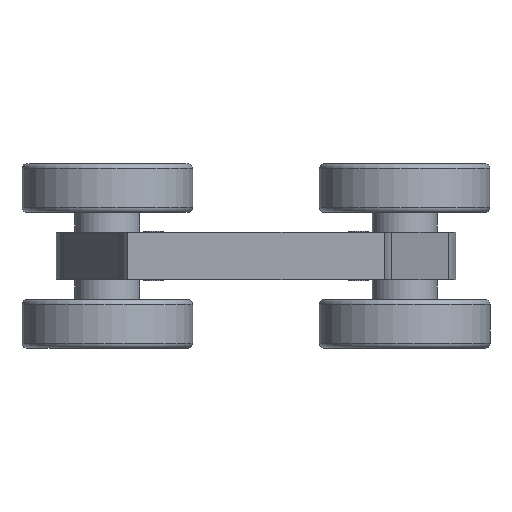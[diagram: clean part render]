
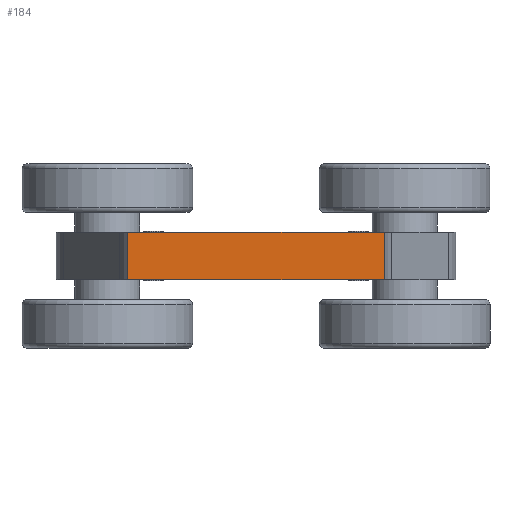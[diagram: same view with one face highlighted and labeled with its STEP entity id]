
A CAD part, front view. The second image highlights one B-rep face of the part: STEP entity #184.
In plain terms, the highlighted planar face has unit normal (0, -1, 0).
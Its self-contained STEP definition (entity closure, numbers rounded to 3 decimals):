
#184=ADVANCED_FACE('',(#3533),#3535,.T.);
#3533=FACE_BOUND('',#3534,.T.);
#3534=EDGE_LOOP('',(#6436,#6437,#6438,#6439));
#3535=PLANE('',#3536);
#3536=AXIS2_PLACEMENT_3D('',#3537,#3538,#3539);
#3537=CARTESIAN_POINT('',(-75.,-75.,-7.));
#3538=DIRECTION('',(0.,-1.,0.));
#3539=DIRECTION('',(1.,0.,0.));
#6436=ORIENTED_EDGE('',*,*,#7980,.F.);
#6437=ORIENTED_EDGE('',*,*,#8114,.T.);
#6438=ORIENTED_EDGE('',*,*,#8115,.F.);
#6439=ORIENTED_EDGE('',*,*,#8116,.F.);
#7980=EDGE_CURVE('',#8839,#8841,#8842,.T.);
#8114=EDGE_CURVE('',#8839,#9101,#9103,.T.);
#8115=EDGE_CURVE('',#9104,#9101,#9105,.T.);
#8116=EDGE_CURVE('',#8841,#9104,#9106,.T.);
#8839=VERTEX_POINT('',#10325);
#8841=VERTEX_POINT('',#10329);
#8842=LINE('',#10330,#10331);
#9101=VERTEX_POINT('',#10921);
#9103=LINE('',#10925,#10926);
#9104=VERTEX_POINT('',#10928);
#9105=LINE('',#10929,#10930);
#9106=LINE('',#10932,#10933);
#10325=CARTESIAN_POINT('',(-75.,-75.,7.));
#10329=CARTESIAN_POINT('',(75.,-75.,7.));
#10330=CARTESIAN_POINT('',(-75.,-75.,7.));
#10331=VECTOR('',#10332,1.);
#10332=DIRECTION('',(1.,0.,0.));
#10921=CARTESIAN_POINT('',(-75.,-75.,-21.));
#10925=CARTESIAN_POINT('',(-75.,-75.,7.));
#10926=VECTOR('',#10927,1.);
#10927=DIRECTION('',(0.,0.,-1.));
#10928=CARTESIAN_POINT('',(75.,-75.,-21.));
#10929=CARTESIAN_POINT('',(75.,-75.,-21.));
#10930=VECTOR('',#10931,1.);
#10931=DIRECTION('',(-1.,0.,0.));
#10932=CARTESIAN_POINT('',(75.,-75.,7.));
#10933=VECTOR('',#10934,1.);
#10934=DIRECTION('',(0.,0.,-1.));
